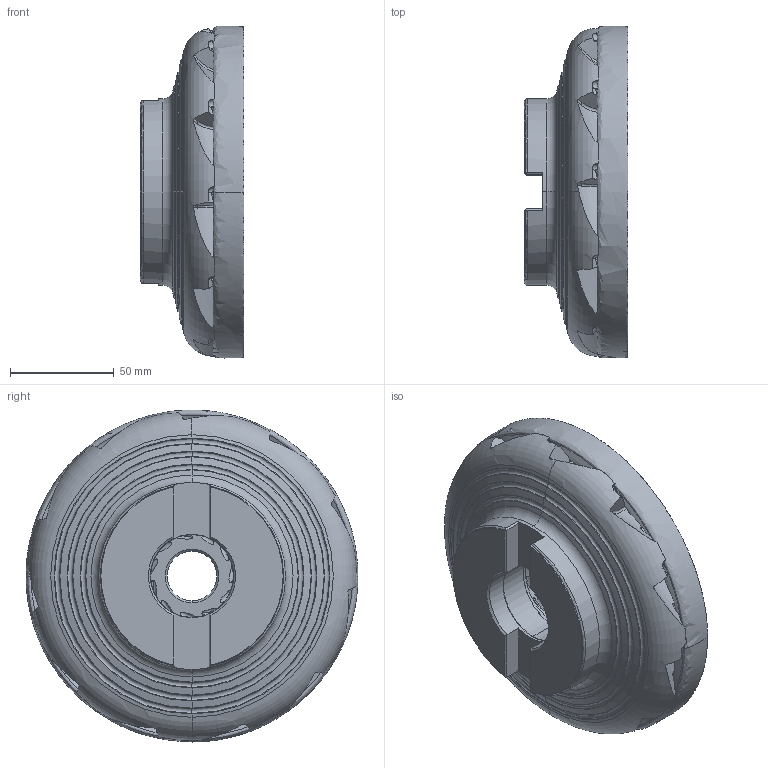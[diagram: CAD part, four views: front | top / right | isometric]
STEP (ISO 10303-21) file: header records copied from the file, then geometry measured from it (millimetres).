
FILE_DESCRIPTION (( 'STEP AP214' ), '1' );
FILE_NAME ('90PP_160_723_11.STEP', '2016-07-21T14:03:41', ( '' ), ( '' ), 'SwSTEP 2.0', 'SolidWorks 2016', '' );
FILE_SCHEMA (( 'AUTOMOTIVE_DESIGN' ));
Length unit declared in the file: millimetre
Products named in the file (1): 90PP_160_723_11
Bounding box: 50.05 x 160 x 160.02 mm (x, y, z)
Volume: 610583.4 mm3; surface area: 76826.3 mm2
Topology: 1 solids, 1 shells, 736 faces, 2340 edges, 1497 vertices
Faces by surface type: cylinder 304, plane 239, torus 70, sphere 55, cone 53, bspline 15
Entity records: 32110 total; most frequent: CARTESIAN_POINT 13467, ORIENTED_EDGE 4548, DIRECTION 3248, EDGE_CURVE 2274, VERTEX_POINT 1464, AXIS2_PLACEMENT_3D 1305, B_SPLINE_CURVE_WITH_KNOTS 785, EDGE_LOOP 750
